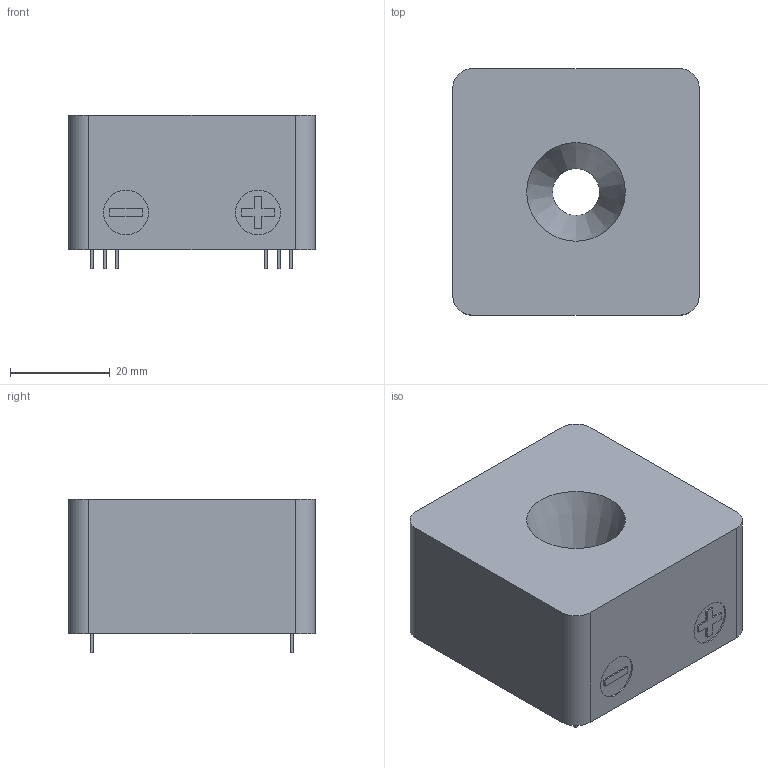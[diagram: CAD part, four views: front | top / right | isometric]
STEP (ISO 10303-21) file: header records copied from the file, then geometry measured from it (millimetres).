
FILE_DESCRIPTION(/* description */ (''),/* implementation_level */ '2;1');
FILE_NAME(/* name */ 'GVA_IPSS-DU.stp',/* time_stamp */ '2017-07-17T14:51:12+02:00',/* author */ ('jchouvet'),/* organization */ (''),/* preprocessor_version */ 'ST-DEVELOPER v16.1',/* originating_system */ 'AutoCAD Mechanical',/* authorisation */ '');
FILE_SCHEMA (('AUTOMOTIVE_DESIGN { 1 0 10303 214 3 1 1 }'));
Length unit declared in the file: millimetre
Products named in the file (1): Product
Bounding box: 49.5 x 49.5 x 30.8 mm (x, y, z)
Volume: 54895.5 mm3; surface area: 18754.2 mm2
Topology: 16 solids, 16 shells, 125 faces, 268 edges, 179 vertices
Faces by surface type: plane 104, cylinder 20, cone 1
Full cylindrical faces by diameter (mm): 9 x2, 9.4 x1, 12.8 x1, 19.8 x1, 23.2 x3
Entity records: 3345 total; most frequent: CARTESIAN_POINT 562, DIRECTION 552, ORIENTED_EDGE 516, EDGE_CURVE 258, LINE 216, VECTOR 216, VERTEX_POINT 178, AXIS2_PLACEMENT_3D 168
